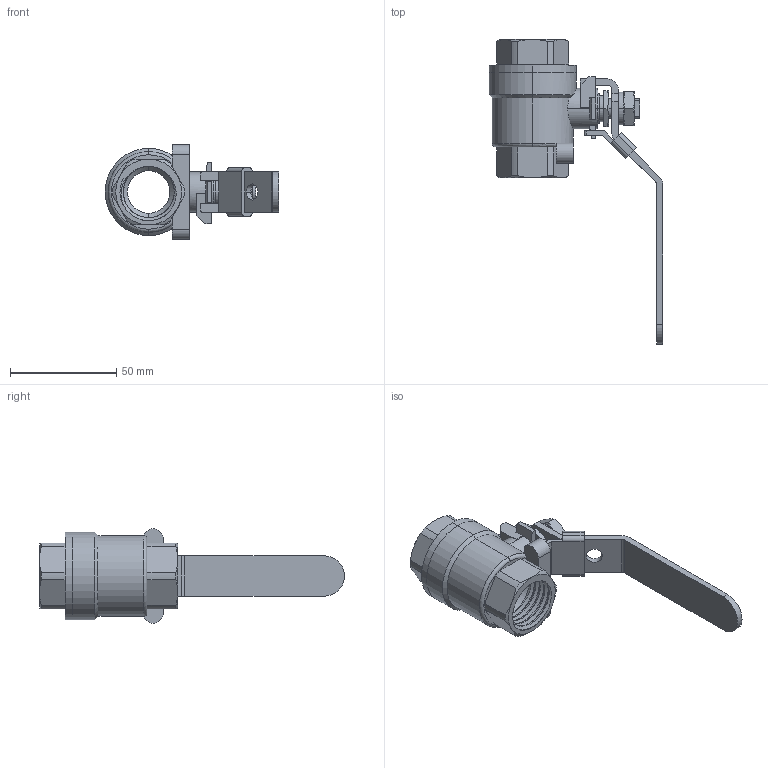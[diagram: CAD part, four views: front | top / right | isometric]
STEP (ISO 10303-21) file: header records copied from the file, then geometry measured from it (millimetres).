
FILE_DESCRIPTION (( 'STEP AP214' ), '1' );
FILE_NAME ('Fig.2001 DN-025.STEP', '2020-01-24T08:48:28', ( 'admin' ), ( 'Hewlett-Packard Company' ), 'SwSTEP 2.0', 'SolidWorks 2019', '' );
FILE_SCHEMA (( 'AUTOMOTIVE_DESIGN' ));
Length unit declared in the file: millimetre
Products named in the file (2): Fig.2001 DN-025
Bounding box: 81.8 x 143.5 x 44.5 mm (x, y, z)
Volume: 57830.7 mm3; surface area: 40189.6 mm2
Topology: 13 solids, 13 shells, 375 faces, 939 edges, 601 vertices
Faces by surface type: cylinder 168, plane 141, cone 56, bspline 5, torus 3, sphere 2
Entity records: 15526 total; most frequent: CARTESIAN_POINT 6543, ORIENTED_EDGE 1864, DIRECTION 1767, EDGE_CURVE 932, AXIS2_PLACEMENT_3D 671, VERTEX_POINT 600, LINE 425, VECTOR 425
